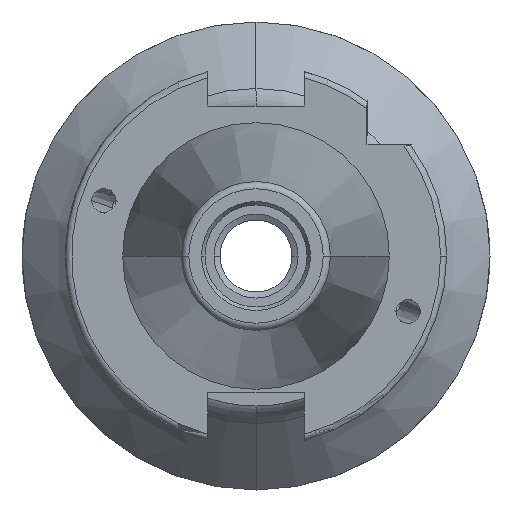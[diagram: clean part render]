
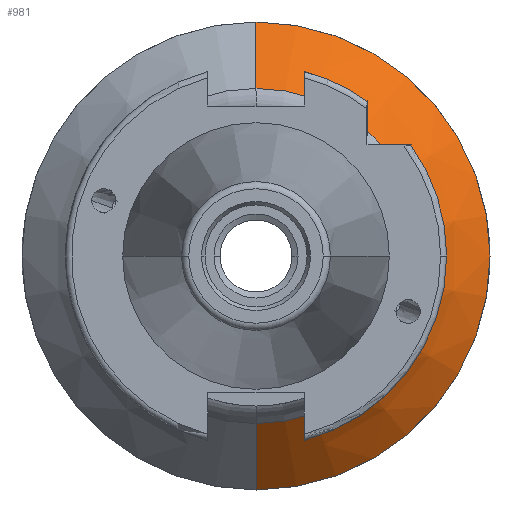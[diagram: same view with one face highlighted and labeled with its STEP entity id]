
A CAD part, left-side view. The second image highlights one B-rep face of the part: STEP entity #981.
In plain terms, the highlighted conical face has half-angle 45 degrees and reference radius 39 mm.
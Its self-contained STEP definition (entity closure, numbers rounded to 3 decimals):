
#84 = DIRECTION ( 'NONE',  ( 0., 0., -1. ) ) ;
#214 = LINE ( 'NONE', #8110, #1710 ) ;
#349 = CARTESIAN_POINT ( 'NONE',  ( 65., 0., -39. ) ) ;
#480 = DIRECTION ( 'NONE',  ( 0., 0., 1. ) ) ;
#981 = ADVANCED_FACE ( 'NONE', ( #6333 ), #7227, .T. ) ;
#1067 = DIRECTION ( 'NONE',  ( 1., 0., 0. ) ) ;
#1419 = VECTOR ( 'NONE', #7367, 1000. ) ;
#1477 = ORIENTED_EDGE ( 'NONE', *, *, #1534, .F. ) ;
#1534 = EDGE_CURVE ( 'NONE', #1953, #4015, #214, .T. ) ;
#1710 = VECTOR ( 'NONE', #3654, 1000. ) ;
#1741 = EDGE_LOOP ( 'NONE', ( #1477, #6364, #5958, #2874 ) ) ;
#1953 = VERTEX_POINT ( 'NONE', #4376 ) ;
#2124 = CIRCLE ( 'NONE', #5084, 39. ) ;
#2168 = CARTESIAN_POINT ( 'NONE',  ( 65., 0., 39. ) ) ;
#2507 = CIRCLE ( 'NONE', #3057, 27.929 ) ;
#2874 = ORIENTED_EDGE ( 'NONE', *, *, #5626, .T. ) ;
#3011 = EDGE_CURVE ( 'NONE', #1953, #5707, #2507, .T. ) ;
#3057 = AXIS2_PLACEMENT_3D ( 'NONE', #7729, #3925, #84 ) ;
#3654 = DIRECTION ( 'NONE',  ( 0.707, 0., 0.707 ) ) ;
#3925 = DIRECTION ( 'NONE',  ( 1., 0., 0. ) ) ;
#4015 = VERTEX_POINT ( 'NONE', #2168 ) ;
#4281 = DIRECTION ( 'NONE',  ( 0., 0., -1. ) ) ;
#4314 = DIRECTION ( 'NONE',  ( -1., 0., 0. ) ) ;
#4376 = CARTESIAN_POINT ( 'NONE',  ( 53.929, 0., 27.929 ) ) ;
#4435 = CARTESIAN_POINT ( 'NONE',  ( 53.929, 0., -27.929 ) ) ;
#4507 = AXIS2_PLACEMENT_3D ( 'NONE', #5556, #1067, #4281 ) ;
#4808 = EDGE_CURVE ( 'NONE', #5707, #6781, #8004, .T. ) ;
#5084 = AXIS2_PLACEMENT_3D ( 'NONE', #8136, #4314, #480 ) ;
#5556 = CARTESIAN_POINT ( 'NONE',  ( 65., 0., 0. ) ) ;
#5626 = EDGE_CURVE ( 'NONE', #6781, #4015, #2124, .T. ) ;
#5707 = VERTEX_POINT ( 'NONE', #4435 ) ;
#5800 = CARTESIAN_POINT ( 'NONE',  ( 65., 0., -39. ) ) ;
#5958 = ORIENTED_EDGE ( 'NONE', *, *, #4808, .T. ) ;
#6333 = FACE_OUTER_BOUND ( 'NONE', #1741, .T. ) ;
#6364 = ORIENTED_EDGE ( 'NONE', *, *, #3011, .T. ) ;
#6781 = VERTEX_POINT ( 'NONE', #5800 ) ;
#7227 = CONICAL_SURFACE ( 'NONE', #4507, 39., 0.785 ) ;
#7367 = DIRECTION ( 'NONE',  ( 0.707, 0., -0.707 ) ) ;
#7729 = CARTESIAN_POINT ( 'NONE',  ( 53.929, 0., 0. ) ) ;
#8004 = LINE ( 'NONE', #349, #1419 ) ;
#8110 = CARTESIAN_POINT ( 'NONE',  ( 65., 0., 39. ) ) ;
#8136 = CARTESIAN_POINT ( 'NONE',  ( 65., 0., 0. ) ) ;
